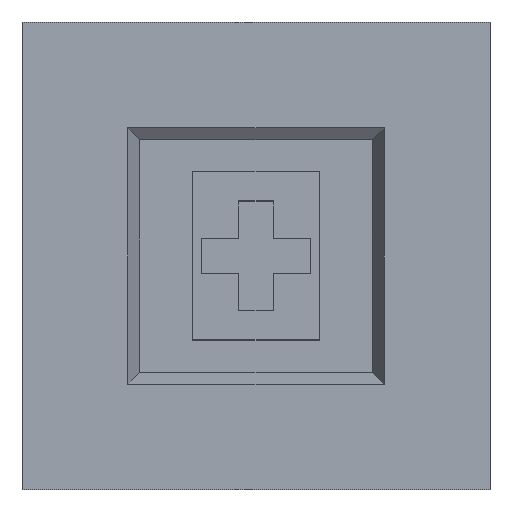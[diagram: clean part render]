
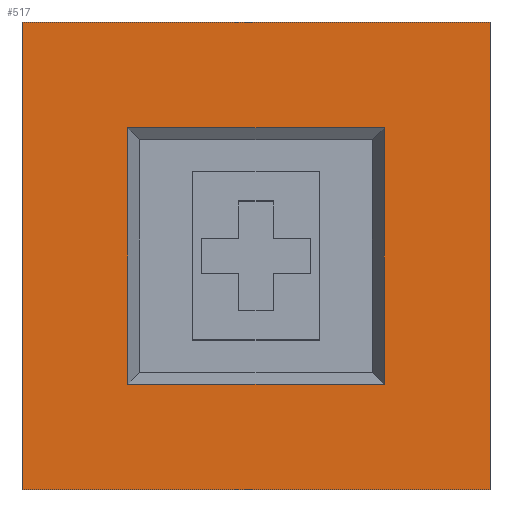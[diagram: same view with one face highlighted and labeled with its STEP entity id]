
A CAD part, top view. The second image highlights one B-rep face of the part: STEP entity #517.
In plain terms, the highlighted planar face has unit normal (0, 0, 1).
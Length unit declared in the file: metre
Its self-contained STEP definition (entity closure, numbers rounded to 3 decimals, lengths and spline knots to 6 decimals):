
#28=ORIENTED_EDGE('',*,*,#168,.F.);
#29=ORIENTED_EDGE('',*,*,#169,.F.);
#30=ORIENTED_EDGE('',*,*,#170,.T.);
#31=ORIENTED_EDGE('',*,*,#171,.T.);
#32=ORIENTED_EDGE('',*,*,#158,.F.);
#33=ORIENTED_EDGE('',*,*,#162,.T.);
#34=ORIENTED_EDGE('',*,*,#165,.T.);
#35=ORIENTED_EDGE('',*,*,#167,.F.);
#158=EDGE_CURVE('',#230,#231,#278,.T.);
#162=EDGE_CURVE('',#230,#233,#282,.F.);
#165=EDGE_CURVE('',#233,#235,#285,.F.);
#167=EDGE_CURVE('',#231,#235,#287,.T.);
#168=EDGE_CURVE('',#236,#237,#288,.T.);
#169=EDGE_CURVE('',#238,#236,#289,.T.);
#170=EDGE_CURVE('',#238,#239,#290,.F.);
#171=EDGE_CURVE('',#239,#237,#291,.F.);
#230=VERTEX_POINT('',#722);
#231=VERTEX_POINT('',#724);
#233=VERTEX_POINT('',#730);
#235=VERTEX_POINT('',#736);
#236=VERTEX_POINT('',#743);
#237=VERTEX_POINT('',#744);
#238=VERTEX_POINT('',#746);
#239=VERTEX_POINT('',#748);
#278=LINE('',#723,#350);
#282=LINE('',#731,#354);
#285=LINE('',#737,#357);
#287=LINE('',#740,#359);
#288=LINE('',#742,#360);
#289=LINE('',#745,#361);
#290=LINE('',#747,#362);
#291=LINE('',#749,#363);
#350=VECTOR('',#590,1.);
#354=VECTOR('',#596,1.);
#357=VECTOR('',#601,1.);
#359=VECTOR('',#605,1.);
#360=VECTOR('',#608,1.);
#361=VECTOR('',#609,1.);
#362=VECTOR('',#610,1.);
#363=VECTOR('',#611,1.);
#424=EDGE_LOOP('',(#28,#29,#30,#31));
#425=EDGE_LOOP('',(#32,#33,#34,#35));
#456=FACE_BOUND('',#424,.T.);
#457=FACE_BOUND('',#425,.T.);
#488=PLANE('',#559);
#517=ADVANCED_FACE('',(#456,#457),#488,.T.);
#559=AXIS2_PLACEMENT_3D('',#741,#606,#607);
#590=DIRECTION('',(1.,0.,0.));
#596=DIRECTION('',(0.,1.,0.));
#601=DIRECTION('',(-1.,0.,0.));
#605=DIRECTION('',(0.,-1.,0.));
#606=DIRECTION('',(0.,0.,1.));
#607=DIRECTION('',(1.,0.,0.));
#608=DIRECTION('',(-1.,0.,0.));
#609=DIRECTION('',(0.,1.,0.));
#610=DIRECTION('',(1.,0.,0.));
#611=DIRECTION('',(0.,-1.,0.));
#722=CARTESIAN_POINT('',(-0.009047,0.009047,0.00425));
#723=CARTESIAN_POINT('',(0.,0.009047,0.00425));
#724=CARTESIAN_POINT('',(0.009047,0.009047,0.00425));
#730=CARTESIAN_POINT('',(-0.009047,-0.009047,0.00425));
#731=CARTESIAN_POINT('',(-0.009047,0.0075,0.00425));
#736=CARTESIAN_POINT('',(0.009047,-0.009047,0.00425));
#737=CARTESIAN_POINT('',(0.,-0.009047,0.00425));
#740=CARTESIAN_POINT('',(0.009047,0.0075,0.00425));
#741=CARTESIAN_POINT('',(0.,0.,0.00425));
#742=CARTESIAN_POINT('',(0.,0.004955,0.00425));
#743=CARTESIAN_POINT('',(0.004955,0.004955,0.00425));
#744=CARTESIAN_POINT('',(-0.004955,0.004955,0.00425));
#745=CARTESIAN_POINT('',(0.004955,0.,0.00425));
#746=CARTESIAN_POINT('',(0.004955,-0.004955,0.00425));
#747=CARTESIAN_POINT('',(0.,-0.004955,0.00425));
#748=CARTESIAN_POINT('',(-0.004955,-0.004955,0.00425));
#749=CARTESIAN_POINT('',(-0.004955,0.,0.00425));
